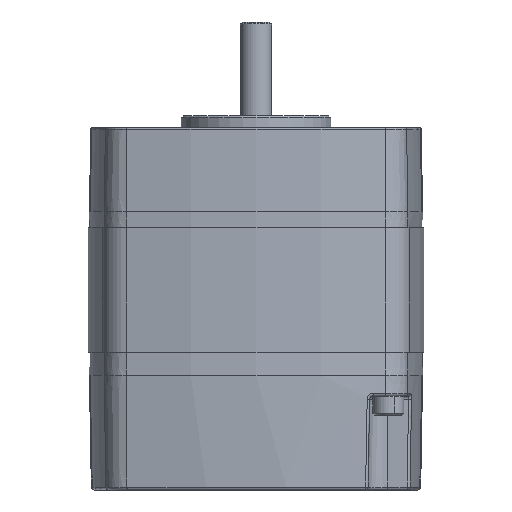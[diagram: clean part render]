
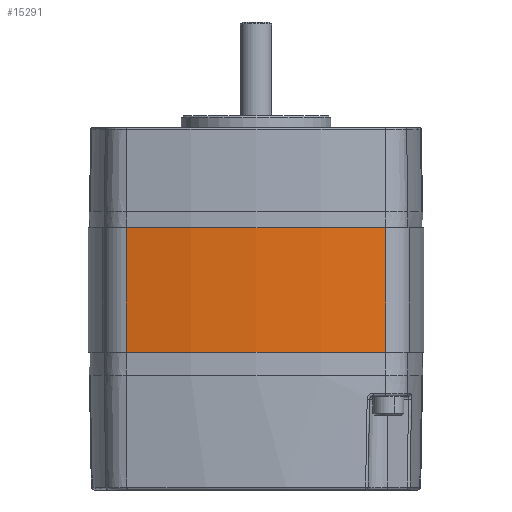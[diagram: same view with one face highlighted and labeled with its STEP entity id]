
A CAD part, front view. The second image highlights one B-rep face of the part: STEP entity #15291.
In plain terms, the highlighted cylindrical face has radius 147.574 mm (diameter 295.148 mm), a partial arc.
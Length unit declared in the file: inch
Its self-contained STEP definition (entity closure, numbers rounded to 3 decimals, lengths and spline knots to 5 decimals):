
#1260 = FACE_OUTER_BOUND ( 'NONE', #4912, .T. ) ;
#1261 = CYLINDRICAL_SURFACE ( 'NONE', #11102, 5.81 ) ;
#3285 = DIRECTION ( 'NONE',  ( -1., 0., 0. ) ) ;
#3341 = CARTESIAN_POINT ( 'NONE',  ( 0., 4.127, 0. ) ) ;
#3346 = DIRECTION ( 'NONE',  ( 0., 0., -1. ) ) ;
#3875 = CARTESIAN_POINT ( 'NONE',  ( 1.30251, -1.53512, -1.25 ) ) ;
#3933 = CARTESIAN_POINT ( 'NONE',  ( -1.30251, -1.53512, -1.25 ) ) ;
#4047 = CARTESIAN_POINT ( 'NONE',  ( 1.30251, -1.53512, 0. ) ) ;
#4056 = CARTESIAN_POINT ( 'NONE',  ( -1.30251, -1.53512, 0. ) ) ;
#4122 = EDGE_CURVE ( 'NONE', #14970, #14964, #8437, .T. ) ;
#4123 = EDGE_CURVE ( 'NONE', #14970, #15045, #8440, .T. ) ;
#4124 = EDGE_CURVE ( 'NONE', #15045, #15024, #8435, .T. ) ;
#4126 = EDGE_CURVE ( 'NONE', #14964, #15024, #8436, .T. ) ;
#4912 = EDGE_LOOP ( 'NONE', ( #5316, #5299, #5274, #5319 ) ) ;
#5274 = ORIENTED_EDGE ( 'NONE', *, *, #4122, .T. ) ;
#5299 = ORIENTED_EDGE ( 'NONE', *, *, #4123, .F. ) ;
#5316 = ORIENTED_EDGE ( 'NONE', *, *, #4124, .F. ) ;
#5319 = ORIENTED_EDGE ( 'NONE', *, *, #4126, .T. ) ;
#7243 = AXIS2_PLACEMENT_3D ( 'NONE', #13738, #13737, #13736 ) ;
#7244 = AXIS2_PLACEMENT_3D ( 'NONE', #13733, #13732, #13730 ) ;
#8430 = VECTOR ( 'NONE', #13734, 39.37008 ) ;
#8434 = VECTOR ( 'NONE', #13746, 39.37008 ) ;
#8435 = CIRCLE ( 'NONE', #7244, 5.81 ) ;
#8436 = LINE ( 'NONE', #13728, #8430 ) ;
#8437 = CIRCLE ( 'NONE', #7243, 5.81 ) ;
#8440 = LINE ( 'NONE', #13739, #8434 ) ;
#11102 = AXIS2_PLACEMENT_3D ( 'NONE', #3341, #3346, #3285 ) ;
#13728 = CARTESIAN_POINT ( 'NONE',  ( -1.30251, -1.53512, 0. ) ) ;
#13730 = DIRECTION ( 'NONE',  ( -1., 0., 0. ) ) ;
#13732 = DIRECTION ( 'NONE',  ( 0., 0., -1. ) ) ;
#13733 = CARTESIAN_POINT ( 'NONE',  ( 0., 4.127, -1.25 ) ) ;
#13734 = DIRECTION ( 'NONE',  ( 0., 0., -1. ) ) ;
#13736 = DIRECTION ( 'NONE',  ( -1., 0., 0. ) ) ;
#13737 = DIRECTION ( 'NONE',  ( 0., 0., -1. ) ) ;
#13738 = CARTESIAN_POINT ( 'NONE',  ( 0., 4.127, 0. ) ) ;
#13739 = CARTESIAN_POINT ( 'NONE',  ( 1.30251, -1.53512, 0. ) ) ;
#13746 = DIRECTION ( 'NONE',  ( 0., 0., -1. ) ) ;
#14964 = VERTEX_POINT ( 'NONE', #4056 ) ;
#14970 = VERTEX_POINT ( 'NONE', #4047 ) ;
#15024 = VERTEX_POINT ( 'NONE', #3933 ) ;
#15045 = VERTEX_POINT ( 'NONE', #3875 ) ;
#15291 = ADVANCED_FACE ( 'NONE', ( #1260 ), #1261, .T. ) ;
